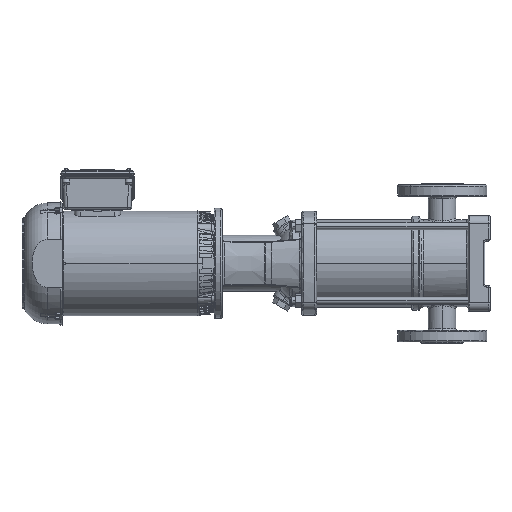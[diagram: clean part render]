
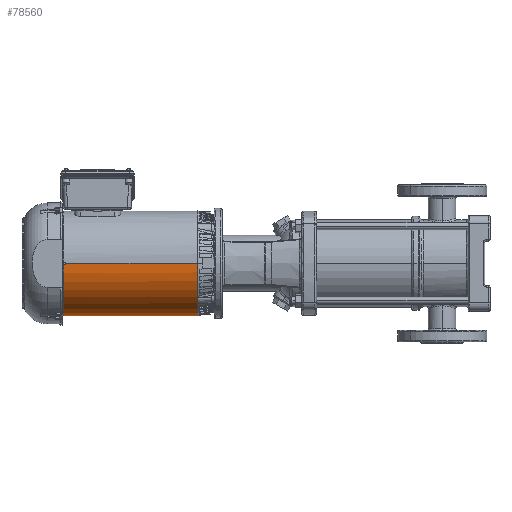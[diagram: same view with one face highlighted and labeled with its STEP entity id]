
A CAD part, left-side view. The second image highlights one B-rep face of the part: STEP entity #78560.
In plain terms, the highlighted cylindrical face has radius 81.875 mm (diameter 163.75 mm), a partial arc.
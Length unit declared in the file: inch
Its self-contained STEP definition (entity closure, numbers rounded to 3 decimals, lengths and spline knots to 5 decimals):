
#1926 = CARTESIAN_POINT ( 'NONE',  ( -4.11948, -3.46353, -0.26753 ) ) ;
#1974 = VERTEX_POINT ( 'NONE', #109256 ) ;
#2440 = CARTESIAN_POINT ( 'NONE',  ( -3.98164, -3.46735, -0.05906 ) ) ;
#2787 = ORIENTED_EDGE ( 'NONE', *, *, #104108, .F. ) ;
#6051 = CARTESIAN_POINT ( 'NONE',  ( -4.11948, -3.46745, -0.05906 ) ) ;
#7089 = LINE ( 'NONE', #49888, #107402 ) ;
#9161 = EDGE_CURVE ( 'NONE', #34365, #79459, #98574, .T. ) ;
#12511 = VERTEX_POINT ( 'NONE', #6051 ) ;
#12645 = CARTESIAN_POINT ( 'NONE',  ( -4.11948, -1.84269, -2.80707 ) ) ;
#13469 = CARTESIAN_POINT ( 'NONE',  ( 4.14824, -3.46789, 0. ) ) ;
#13842 = DIRECTION ( 'NONE',  ( 0., 1., 0. ) ) ;
#14955 = CARTESIAN_POINT ( 'NONE',  ( 4.14824, -0.24447, -3.22343 ) ) ;
#19968 = CARTESIAN_POINT ( 'NONE',  ( -4.11948, -3.28773, -1.08283 ) ) ;
#20227 = ORIENTED_EDGE ( 'NONE', *, *, #39674, .T. ) ;
#20523 = CARTESIAN_POINT ( 'NONE',  ( -4.11948, -0.66149, -3.20313 ) ) ;
#20621 = ORIENTED_EDGE ( 'NONE', *, *, #89695, .F. ) ;
#21966 = LINE ( 'NONE', #89619, #91915 ) ;
#22283 = CARTESIAN_POINT ( 'NONE',  ( 4.14824, -0.24447, 0. ) ) ;
#24131 = DIRECTION ( 'NONE',  ( -1., 0., 0. ) ) ;
#28740 = DIRECTION ( 'NONE',  ( -1., 0., 0. ) ) ;
#30060 = CARTESIAN_POINT ( 'NONE',  ( -4.11948, -3.46745, -0.05906 ) ) ;
#30782 = ORIENTED_EDGE ( 'NONE', *, *, #81571, .F. ) ;
#34365 = VERTEX_POINT ( 'NONE', #48078 ) ;
#37392 = CARTESIAN_POINT ( 'NONE',  ( -4.11948, -3.35152, -0.88329 ) ) ;
#39416 = FACE_OUTER_BOUND ( 'NONE', #99976, .T. ) ;
#39674 = EDGE_CURVE ( 'NONE', #79459, #12511, #21966, .T. ) ;
#45646 = CARTESIAN_POINT ( 'NONE',  ( -3.98164, -0.24447, 0. ) ) ;
#45856 = CARTESIAN_POINT ( 'NONE',  ( -4.11948, -2.65158, -2.15401 ) ) ;
#48078 = CARTESIAN_POINT ( 'NONE',  ( -3.98164, -3.46789, 0. ) ) ;
#49330 = DIRECTION ( 'NONE',  ( 1., 0., 0. ) ) ;
#49888 = CARTESIAN_POINT ( 'NONE',  ( 25.43877, -3.46789, 0. ) ) ;
#51738 = AXIS2_PLACEMENT_3D ( 'NONE', #45646, #105411, #52435 ) ;
#52204 = VERTEX_POINT ( 'NONE', #14955 ) ;
#52435 = DIRECTION ( 'NONE',  ( 0., 0., -1. ) ) ;
#54336 = CARTESIAN_POINT ( 'NONE',  ( -4.11948, -2.19101, -2.57777 ) ) ;
#56648 = DIRECTION ( 'NONE',  ( 1., 0., 0. ) ) ;
#60601 = ORIENTED_EDGE ( 'NONE', *, *, #9161, .T. ) ;
#62819 = CARTESIAN_POINT ( 'NONE',  ( -4.11948, -1.65737, -2.90476 ) ) ;
#63920 = CARTESIAN_POINT ( 'NONE',  ( -4.11948, -1.07068, -3.12271 ) ) ;
#65476 = B_SPLINE_CURVE_WITH_KNOTS ( 'NONE', 3,
 ( #30060, #1926, #80801, #37392, #19968, #105082, #97736, #72362, #45856, #71799, #54336, #12645, #62819, #79688, #63920, #20523, #98273, #81372 ),
 .UNSPECIFIED., .F., .F.,
 ( 4, 2, 2, 2, 2, 2, 2, 2, 4 ),
 ( 0., 0.125, 0.25, 0.375, 0.5, 0.625, 0.75, 0.875, 1. ),
 .UNSPECIFIED. ) ;
#66992 = LINE ( 'NONE', #82754, #80726 ) ;
#69111 = AXIS2_PLACEMENT_3D ( 'NONE', #22283, #56648, #13842 ) ;
#69337 = EDGE_CURVE ( 'NONE', #12511, #1974, #65476, .T. ) ;
#70646 = AXIS2_PLACEMENT_3D ( 'NONE', #108764, #93521, #100867 ) ;
#71799 = CARTESIAN_POINT ( 'NONE',  ( -4.11948, -2.35401, -2.44617 ) ) ;
#72362 = CARTESIAN_POINT ( 'NONE',  ( -4.11948, -2.78614, -1.99345 ) ) ;
#78560 = ADVANCED_FACE ( 'NONE', ( #39416 ), #101434, .T. ) ;
#79459 = VERTEX_POINT ( 'NONE', #2440 ) ;
#79688 = CARTESIAN_POINT ( 'NONE',  ( -4.11948, -1.27136, -3.06259 ) ) ;
#80726 = VECTOR ( 'NONE', #24131, 39.37008 ) ;
#80801 = CARTESIAN_POINT ( 'NONE',  ( -4.11948, -3.43942, -0.47563 ) ) ;
#81372 = CARTESIAN_POINT ( 'NONE',  ( -4.11948, -0.24447, -3.22352 ) ) ;
#81571 = EDGE_CURVE ( 'NONE', #103942, #52204, #99679, .T. ) ;
#82754 = CARTESIAN_POINT ( 'NONE',  ( 25.43877, -0.24447, -3.22343 ) ) ;
#84961 = ORIENTED_EDGE ( 'NONE', *, *, #69337, .T. ) ;
#89619 = CARTESIAN_POINT ( 'NONE',  ( -3.98164, -3.46735, -0.05906 ) ) ;
#89695 = EDGE_CURVE ( 'NONE', #34365, #103942, #7089, .T. ) ;
#91915 = VECTOR ( 'NONE', #28740, 39.37008 ) ;
#93521 = DIRECTION ( 'NONE',  ( -1., 0., 0. ) ) ;
#97736 = CARTESIAN_POINT ( 'NONE',  ( -4.11948, -3.02179, -1.64938 ) ) ;
#98273 = CARTESIAN_POINT ( 'NONE',  ( -4.11948, -0.45298, -3.22343 ) ) ;
#98574 = CIRCLE ( 'NONE', #51738, 3.22343 ) ;
#99679 = CIRCLE ( 'NONE', #69111, 3.22343 ) ;
#99976 = EDGE_LOOP ( 'NONE', ( #2787, #30782, #20621, #60601, #20227, #84961 ) ) ;
#100867 = DIRECTION ( 'NONE',  ( 0., 0., 1. ) ) ;
#101434 = CYLINDRICAL_SURFACE ( 'NONE', #70646, 3.22343 ) ;
#103942 = VERTEX_POINT ( 'NONE', #13469 ) ;
#104108 = EDGE_CURVE ( 'NONE', #52204, #1974, #66992, .T. ) ;
#105082 = CARTESIAN_POINT ( 'NONE',  ( -4.11948, -3.12286, -1.46588 ) ) ;
#105411 = DIRECTION ( 'NONE',  ( 1., 0., 0. ) ) ;
#107402 = VECTOR ( 'NONE', #49330, 39.37008 ) ;
#108764 = CARTESIAN_POINT ( 'NONE',  ( 25.43877, -0.24447, 0. ) ) ;
#109256 = CARTESIAN_POINT ( 'NONE',  ( -4.11948, -0.24447, -3.22352 ) ) ;
